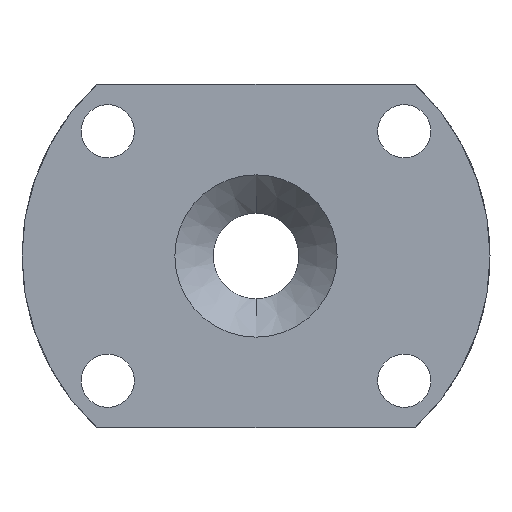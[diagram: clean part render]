
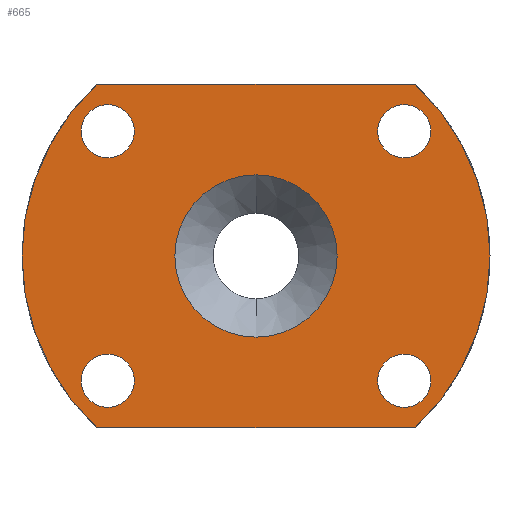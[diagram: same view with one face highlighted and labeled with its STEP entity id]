
A CAD part, front view. The second image highlights one B-rep face of the part: STEP entity #665.
In plain terms, the highlighted planar face has unit normal (0, -1, 0).
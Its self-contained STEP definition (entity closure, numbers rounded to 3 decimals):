
#2 = CARTESIAN_POINT ( 'NONE',  ( 9.5, 0., 8. ) ) ;
#5 = DIRECTION ( 'NONE',  ( -1., 0., 0. ) ) ;
#10 = CARTESIAN_POINT ( 'NONE',  ( 9.5, 0., 9.7 ) ) ;
#30 = VERTEX_POINT ( 'NONE', #811 ) ;
#34 = VERTEX_POINT ( 'NONE', #243 ) ;
#36 = ORIENTED_EDGE ( 'NONE', *, *, #740, .F. ) ;
#40 = CARTESIAN_POINT ( 'NONE',  ( 9.5, 0., -9.7 ) ) ;
#42 = CIRCLE ( 'NONE', #866, 1.7 ) ;
#45 = EDGE_CURVE ( 'NONE', #762, #53, #42, .T. ) ;
#47 = DIRECTION ( 'NONE',  ( 0., -1., 0. ) ) ;
#53 = VERTEX_POINT ( 'NONE', #182 ) ;
#58 = CARTESIAN_POINT ( 'NONE',  ( 9.5, 0., -6.3 ) ) ;
#61 = ORIENTED_EDGE ( 'NONE', *, *, #390, .F. ) ;
#86 = FACE_BOUND ( 'NONE', #597, .T. ) ;
#91 = DIRECTION ( 'NONE',  ( -1., 0., 0. ) ) ;
#96 = EDGE_LOOP ( 'NONE', ( #246, #254 ) ) ;
#102 = AXIS2_PLACEMENT_3D ( 'NONE', #560, #643, #257 ) ;
#103 = CARTESIAN_POINT ( 'NONE',  ( 0., 0., 0. ) ) ;
#107 = DIRECTION ( 'NONE',  ( -1., 0., 0. ) ) ;
#112 = VERTEX_POINT ( 'NONE', #58 ) ;
#116 = CARTESIAN_POINT ( 'NONE',  ( 0., 0., 0. ) ) ;
#130 = CARTESIAN_POINT ( 'NONE',  ( 0., 0., 5.2 ) ) ;
#136 = VERTEX_POINT ( 'NONE', #439 ) ;
#137 = CARTESIAN_POINT ( 'NONE',  ( 10.198, 0., 11. ) ) ;
#145 = DIRECTION ( 'NONE',  ( -1., 0., 0. ) ) ;
#147 = AXIS2_PLACEMENT_3D ( 'NONE', #554, #475, #91 ) ;
#152 = ORIENTED_EDGE ( 'NONE', *, *, #385, .F. ) ;
#158 = DIRECTION ( 'NONE',  ( 0., 1., 0. ) ) ;
#167 = DIRECTION ( 'NONE',  ( 0., 1., 0. ) ) ;
#170 = DIRECTION ( 'NONE',  ( 1., 0., 0. ) ) ;
#179 = VECTOR ( 'NONE', #860, 1000. ) ;
#182 = CARTESIAN_POINT ( 'NONE',  ( -9.5, 0., 6.3 ) ) ;
#195 = CIRCLE ( 'NONE', #511, 15. ) ;
#196 = CIRCLE ( 'NONE', #736, 1.7 ) ;
#202 = CARTESIAN_POINT ( 'NONE',  ( 0., 0., 0. ) ) ;
#220 = DIRECTION ( 'NONE',  ( -1., 0., 0. ) ) ;
#229 = ORIENTED_EDGE ( 'NONE', *, *, #645, .F. ) ;
#231 = CIRCLE ( 'NONE', #409, 1.7 ) ;
#243 = CARTESIAN_POINT ( 'NONE',  ( -10.198, 0., -11. ) ) ;
#246 = ORIENTED_EDGE ( 'NONE', *, *, #45, .T. ) ;
#248 = DIRECTION ( 'NONE',  ( 0., 1., 0. ) ) ;
#254 = ORIENTED_EDGE ( 'NONE', *, *, #826, .T. ) ;
#257 = DIRECTION ( 'NONE',  ( -1., 0., 0. ) ) ;
#273 = ORIENTED_EDGE ( 'NONE', *, *, #600, .T. ) ;
#275 = EDGE_CURVE ( 'NONE', #136, #587, #196, .T. ) ;
#294 = AXIS2_PLACEMENT_3D ( 'NONE', #202, #831, #453 ) ;
#299 = CARTESIAN_POINT ( 'NONE',  ( 0., 0., 0. ) ) ;
#316 = PLANE ( 'NONE',  #753 ) ;
#338 = VERTEX_POINT ( 'NONE', #530 ) ;
#339 = CARTESIAN_POINT ( 'NONE',  ( -15., 0., 0. ) ) ;
#349 = VERTEX_POINT ( 'NONE', #137 ) ;
#356 = DIRECTION ( 'NONE',  ( -1., 0., 0. ) ) ;
#357 = ORIENTED_EDGE ( 'NONE', *, *, #502, .T. ) ;
#360 = CIRCLE ( 'NONE', #825, 5.2 ) ;
#364 = EDGE_LOOP ( 'NONE', ( #273, #480 ) ) ;
#374 = FACE_BOUND ( 'NONE', #548, .T. ) ;
#385 = EDGE_CURVE ( 'NONE', #859, #853, #929, .T. ) ;
#390 = EDGE_CURVE ( 'NONE', #960, #349, #789, .T. ) ;
#393 = FACE_OUTER_BOUND ( 'NONE', #955, .T. ) ;
#397 = EDGE_CURVE ( 'NONE', #728, #112, #495, .T. ) ;
#400 = DIRECTION ( 'NONE',  ( 0., -1., 0. ) ) ;
#407 = ORIENTED_EDGE ( 'NONE', *, *, #473, .F. ) ;
#409 = AXIS2_PLACEMENT_3D ( 'NONE', #602, #516, #669 ) ;
#419 = DIRECTION ( 'NONE',  ( 0., 0., -1. ) ) ;
#439 = CARTESIAN_POINT ( 'NONE',  ( 9.5, 0., 6.3 ) ) ;
#451 = DIRECTION ( 'NONE',  ( 0., 1., 0. ) ) ;
#453 = DIRECTION ( 'NONE',  ( -1., 0., 0. ) ) ;
#454 = EDGE_CURVE ( 'NONE', #712, #338, #771, .T. ) ;
#472 = FACE_BOUND ( 'NONE', #364, .T. ) ;
#473 = EDGE_CURVE ( 'NONE', #349, #30, #195, .T. ) ;
#475 = DIRECTION ( 'NONE',  ( 0., 1., 0. ) ) ;
#480 = ORIENTED_EDGE ( 'NONE', *, *, #275, .T. ) ;
#486 = CARTESIAN_POINT ( 'NONE',  ( 0., 0., 11. ) ) ;
#490 = DIRECTION ( 'NONE',  ( 0., 0., -1. ) ) ;
#494 = ORIENTED_EDGE ( 'NONE', *, *, #397, .T. ) ;
#495 = CIRCLE ( 'NONE', #604, 1.7 ) ;
#496 = CARTESIAN_POINT ( 'NONE',  ( 9.5, 0., 8. ) ) ;
#502 = EDGE_CURVE ( 'NONE', #34, #30, #590, .T. ) ;
#511 = AXIS2_PLACEMENT_3D ( 'NONE', #946, #248, #563 ) ;
#514 = CARTESIAN_POINT ( 'NONE',  ( 0., 0., -5.2 ) ) ;
#516 = DIRECTION ( 'NONE',  ( 0., 1., 0. ) ) ;
#528 = AXIS2_PLACEMENT_3D ( 'NONE', #103, #400, #490 ) ;
#530 = CARTESIAN_POINT ( 'NONE',  ( -9.5, 0., -9.7 ) ) ;
#532 = CIRCLE ( 'NONE', #562, 15. ) ;
#548 = EDGE_LOOP ( 'NONE', ( #943, #709 ) ) ;
#551 = DIRECTION ( 'NONE',  ( 0., 1., 0. ) ) ;
#554 = CARTESIAN_POINT ( 'NONE',  ( -9.5, 0., -8. ) ) ;
#559 = DIRECTION ( 'NONE',  ( 0., 1., 0. ) ) ;
#560 = CARTESIAN_POINT ( 'NONE',  ( 9.5, 0., -8. ) ) ;
#562 = AXIS2_PLACEMENT_3D ( 'NONE', #299, #551, #145 ) ;
#563 = DIRECTION ( 'NONE',  ( -1., 0., 0. ) ) ;
#572 = CARTESIAN_POINT ( 'NONE',  ( -9.5, 0., 8. ) ) ;
#587 = VERTEX_POINT ( 'NONE', #10 ) ;
#590 = LINE ( 'NONE', #969, #179 ) ;
#597 = EDGE_LOOP ( 'NONE', ( #793, #494 ) ) ;
#600 = EDGE_CURVE ( 'NONE', #587, #136, #842, .T. ) ;
#602 = CARTESIAN_POINT ( 'NONE',  ( -9.5, 0., -8. ) ) ;
#604 = AXIS2_PLACEMENT_3D ( 'NONE', #873, #167, #941 ) ;
#628 = CARTESIAN_POINT ( 'NONE',  ( 0., 0., 0. ) ) ;
#632 = EDGE_CURVE ( 'NONE', #338, #712, #231, .T. ) ;
#639 = ORIENTED_EDGE ( 'NONE', *, *, #1001, .F. ) ;
#643 = DIRECTION ( 'NONE',  ( 0., 1., 0. ) ) ;
#645 = EDGE_CURVE ( 'NONE', #691, #960, #947, .T. ) ;
#655 = AXIS2_PLACEMENT_3D ( 'NONE', #496, #809, #107 ) ;
#665 = ADVANCED_FACE ( 'NONE', ( #683, #374, #747, #472, #86, #393 ), #316, .F. ) ;
#669 = DIRECTION ( 'NONE',  ( -1., 0., 0. ) ) ;
#683 = FACE_BOUND ( 'NONE', #746, .T. ) ;
#691 = VERTEX_POINT ( 'NONE', #339 ) ;
#709 = ORIENTED_EDGE ( 'NONE', *, *, #632, .T. ) ;
#712 = VERTEX_POINT ( 'NONE', #734 ) ;
#717 = CIRCLE ( 'NONE', #918, 1.7 ) ;
#718 = EDGE_CURVE ( 'NONE', #112, #728, #738, .T. ) ;
#728 = VERTEX_POINT ( 'NONE', #40 ) ;
#734 = CARTESIAN_POINT ( 'NONE',  ( -9.5, 0., -6.3 ) ) ;
#736 = AXIS2_PLACEMENT_3D ( 'NONE', #2, #919, #5 ) ;
#738 = CIRCLE ( 'NONE', #102, 1.7 ) ;
#740 = EDGE_CURVE ( 'NONE', #853, #859, #360, .T. ) ;
#746 = EDGE_LOOP ( 'NONE', ( #36, #152 ) ) ;
#747 = FACE_BOUND ( 'NONE', #96, .T. ) ;
#753 = AXIS2_PLACEMENT_3D ( 'NONE', #628, #158, #220 ) ;
#762 = VERTEX_POINT ( 'NONE', #817 ) ;
#771 = CIRCLE ( 'NONE', #147, 1.7 ) ;
#789 = LINE ( 'NONE', #486, #855 ) ;
#793 = ORIENTED_EDGE ( 'NONE', *, *, #718, .T. ) ;
#809 = DIRECTION ( 'NONE',  ( 0., 1., 0. ) ) ;
#811 = CARTESIAN_POINT ( 'NONE',  ( 10.198, 0., -11. ) ) ;
#817 = CARTESIAN_POINT ( 'NONE',  ( -9.5, 0., 9.7 ) ) ;
#825 = AXIS2_PLACEMENT_3D ( 'NONE', #116, #47, #419 ) ;
#826 = EDGE_CURVE ( 'NONE', #53, #762, #717, .T. ) ;
#831 = DIRECTION ( 'NONE',  ( 0., 1., 0. ) ) ;
#842 = CIRCLE ( 'NONE', #655, 1.7 ) ;
#853 = VERTEX_POINT ( 'NONE', #514 ) ;
#855 = VECTOR ( 'NONE', #170, 1000. ) ;
#859 = VERTEX_POINT ( 'NONE', #130 ) ;
#860 = DIRECTION ( 'NONE',  ( 1., 0., 0. ) ) ;
#866 = AXIS2_PLACEMENT_3D ( 'NONE', #572, #559, #869 ) ;
#869 = DIRECTION ( 'NONE',  ( -1., 0., 0. ) ) ;
#873 = CARTESIAN_POINT ( 'NONE',  ( 9.5, 0., -8. ) ) ;
#918 = AXIS2_PLACEMENT_3D ( 'NONE', #976, #451, #356 ) ;
#919 = DIRECTION ( 'NONE',  ( 0., 1., 0. ) ) ;
#929 = CIRCLE ( 'NONE', #528, 5.2 ) ;
#941 = DIRECTION ( 'NONE',  ( -1., 0., 0. ) ) ;
#943 = ORIENTED_EDGE ( 'NONE', *, *, #454, .T. ) ;
#946 = CARTESIAN_POINT ( 'NONE',  ( 0., 0., 0. ) ) ;
#947 = CIRCLE ( 'NONE', #294, 15. ) ;
#955 = EDGE_LOOP ( 'NONE', ( #357, #407, #61, #229, #639 ) ) ;
#960 = VERTEX_POINT ( 'NONE', #991 ) ;
#969 = CARTESIAN_POINT ( 'NONE',  ( 0., 0., -11. ) ) ;
#976 = CARTESIAN_POINT ( 'NONE',  ( -9.5, 0., 8. ) ) ;
#991 = CARTESIAN_POINT ( 'NONE',  ( -10.198, 0., 11. ) ) ;
#1001 = EDGE_CURVE ( 'NONE', #34, #691, #532, .T. ) ;
